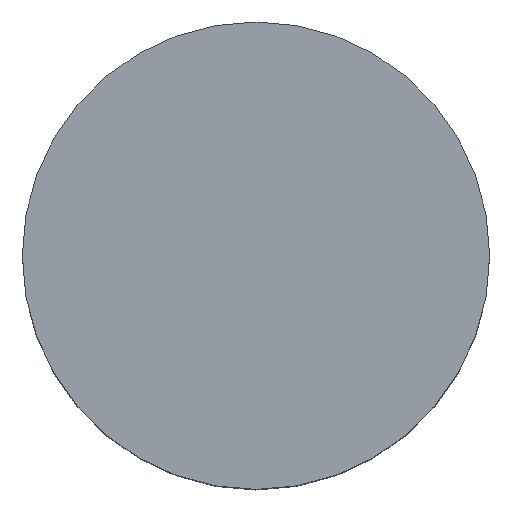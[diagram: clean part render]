
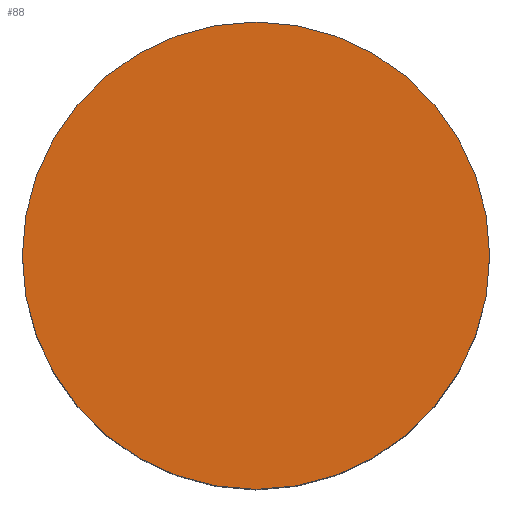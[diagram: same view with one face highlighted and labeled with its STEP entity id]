
A CAD part, top view. The second image highlights one B-rep face of the part: STEP entity #88.
In plain terms, the highlighted planar face has unit normal (0, 0, 1).
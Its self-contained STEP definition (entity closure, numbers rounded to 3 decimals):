
#25=FACE_OUTER_BOUND('',#34,.T.);
#34=EDGE_LOOP('',(#64));
#43=CIRCLE('',#124,70.);
#49=VERTEX_POINT('',#175);
#55=EDGE_CURVE('',#49,#49,#43,.T.);
#64=ORIENTED_EDGE('',*,*,#55,.F.);
#82=PLANE('',#123);
#88=ADVANCED_FACE('',(#25),#82,.T.);
#123=AXIS2_PLACEMENT_3D('',#174,#140,#141);
#124=AXIS2_PLACEMENT_3D('',#176,#142,#143);
#140=DIRECTION('center_axis',(0.,0.,1.));
#141=DIRECTION('ref_axis',(1.,0.,0.));
#142=DIRECTION('center_axis',(0.,0.,-1.));
#143=DIRECTION('ref_axis',(1.,0.,0.));
#174=CARTESIAN_POINT('Origin',(0.,70.,50.));
#175=CARTESIAN_POINT('',(0.,-70.,50.));
#176=CARTESIAN_POINT('Origin',(0.,0.,50.));
